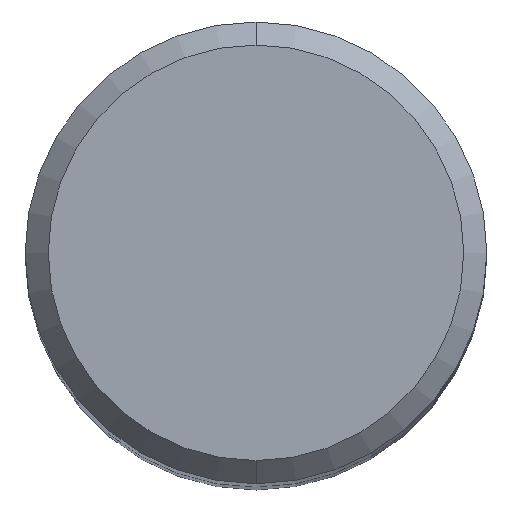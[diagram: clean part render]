
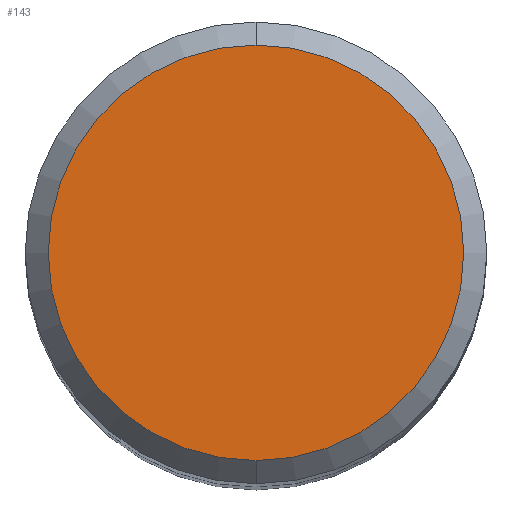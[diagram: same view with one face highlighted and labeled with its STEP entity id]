
A CAD part, top view. The second image highlights one B-rep face of the part: STEP entity #143.
In plain terms, the highlighted planar face has unit normal (0, 0, 1).
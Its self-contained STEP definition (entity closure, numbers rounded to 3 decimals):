
#117=VERTEX_POINT('',#268);
#141=VERTEX_POINT('',#296);
#143=ADVANCED_FACE('',(#298),#299,.T.);
#163=EDGE_CURVE('',#141,#117,#323,.T.);
#187=EDGE_CURVE('',#117,#141,#351,.T.);
#268=CARTESIAN_POINT('',(0.,-4.5,0.0));
#296=CARTESIAN_POINT('',(0.0,4.5,0.0));
#298=FACE_OUTER_BOUND('',#476,.T.);
#299=PLANE('',#477);
#323=CIRCLE('',#504,4.5);
#351=CIRCLE('',#541,4.5);
#476=EDGE_LOOP('',(#656,#657));
#477=AXIS2_PLACEMENT_3D('',#658,#659,#660);
#504=AXIS2_PLACEMENT_3D('',#699,#700,#701);
#541=AXIS2_PLACEMENT_3D('',#741,#742,#743);
#656=ORIENTED_EDGE('',*,*,#163,.F.);
#657=ORIENTED_EDGE('',*,*,#187,.F.);
#658=CARTESIAN_POINT('',(0.0,2.25,0.0));
#659=DIRECTION('',(-0.0,0.0,1.0));
#660=DIRECTION('',(0.0,-1.0,0.0));
#699=CARTESIAN_POINT('',(0.0,0.0,0.0));
#700=DIRECTION('',(0.0,0.0,-1.0));
#701=DIRECTION('',(0.0,1.0,0.0));
#741=CARTESIAN_POINT('',(0.0,0.0,0.0));
#742=DIRECTION('',(0.0,0.0,-1.0));
#743=DIRECTION('',(0.0,1.0,0.0));
